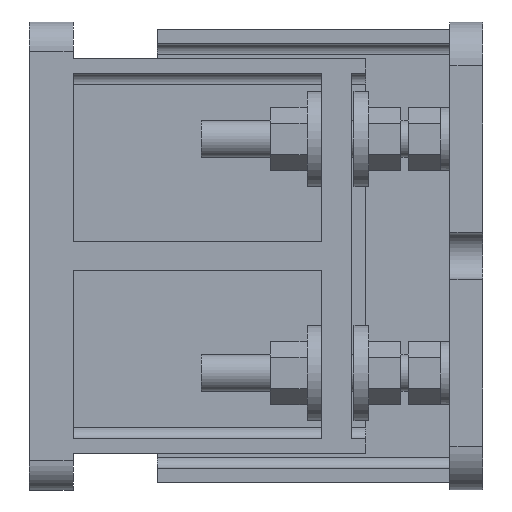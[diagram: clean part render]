
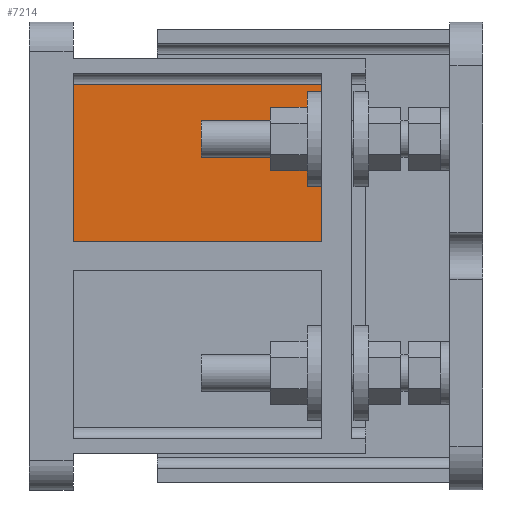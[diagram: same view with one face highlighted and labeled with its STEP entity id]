
A CAD part, left-side view. The second image highlights one B-rep face of the part: STEP entity #7214.
In plain terms, the highlighted planar face has unit normal (-1, 0, 0).
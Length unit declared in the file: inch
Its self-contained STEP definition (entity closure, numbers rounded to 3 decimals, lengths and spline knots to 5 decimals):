
#140 = CARTESIAN_POINT ( 'NONE',  ( -4.9375, 2.75, 0.25 ) ) ;
#153 = LINE ( 'NONE', #6598, #6287 ) ;
#303 = EDGE_LOOP ( 'NONE', ( #629, #468, #10685, #5527 ) ) ;
#468 = ORIENTED_EDGE ( 'NONE', *, *, #5477, .F. ) ;
#629 = ORIENTED_EDGE ( 'NONE', *, *, #4616, .F. ) ;
#945 = VECTOR ( 'NONE', #10909, 39.37008 ) ;
#1606 = CARTESIAN_POINT ( 'NONE',  ( -4.9375, 7., 0.25 ) ) ;
#2034 = LINE ( 'NONE', #7903, #10775 ) ;
#2702 = AXIS2_PLACEMENT_3D ( 'NONE', #9774, #10471, #6233 ) ;
#2704 = CARTESIAN_POINT ( 'NONE',  ( -4.9375, 7., 0.25 ) ) ;
#3761 = DIRECTION ( 'NONE',  ( 0., 0., 1. ) ) ;
#3768 = PLANE ( 'NONE',  #2702 ) ;
#3867 = VERTEX_POINT ( 'NONE', #2704 ) ;
#3931 = EDGE_CURVE ( 'NONE', #9462, #6610, #2034, .T. ) ;
#4616 = EDGE_CURVE ( 'NONE', #3867, #6610, #6958, .T. ) ;
#4928 = DIRECTION ( 'NONE',  ( 0., 0., -1. ) ) ;
#5351 = EDGE_CURVE ( 'NONE', #9462, #9109, #153, .T. ) ;
#5361 = CARTESIAN_POINT ( 'NONE',  ( -4.9375, 7., 2.9375 ) ) ;
#5477 = EDGE_CURVE ( 'NONE', #9109, #3867, #10246, .T. ) ;
#5527 = ORIENTED_EDGE ( 'NONE', *, *, #3931, .T. ) ;
#6233 = DIRECTION ( 'NONE',  ( 0., 0., 1. ) ) ;
#6287 = VECTOR ( 'NONE', #4928, 39.37008 ) ;
#6598 = CARTESIAN_POINT ( 'NONE',  ( -4.9375, 2.75, 3.125 ) ) ;
#6610 = VERTEX_POINT ( 'NONE', #7869 ) ;
#6904 = FACE_OUTER_BOUND ( 'NONE', #303, .T. ) ;
#6958 = LINE ( 'NONE', #5361, #10137 ) ;
#7214 = ADVANCED_FACE ( 'NONE', ( #6904 ), #3768, .T. ) ;
#7869 = CARTESIAN_POINT ( 'NONE',  ( -4.9375, 7., 2.9375 ) ) ;
#7903 = CARTESIAN_POINT ( 'NONE',  ( -4.9375, 2., 2.9375 ) ) ;
#8215 = CARTESIAN_POINT ( 'NONE',  ( -4.9375, 2.75, 2.9375 ) ) ;
#9109 = VERTEX_POINT ( 'NONE', #140 ) ;
#9411 = DIRECTION ( 'NONE',  ( 0., 1., 0. ) ) ;
#9462 = VERTEX_POINT ( 'NONE', #8215 ) ;
#9774 = CARTESIAN_POINT ( 'NONE',  ( -4.9375, 2., 2.9375 ) ) ;
#10137 = VECTOR ( 'NONE', #3761, 39.37008 ) ;
#10246 = LINE ( 'NONE', #1606, #945 ) ;
#10471 = DIRECTION ( 'NONE',  ( -1., 0., 0. ) ) ;
#10685 = ORIENTED_EDGE ( 'NONE', *, *, #5351, .F. ) ;
#10775 = VECTOR ( 'NONE', #9411, 39.37008 ) ;
#10909 = DIRECTION ( 'NONE',  ( 0., 1., 0. ) ) ;
